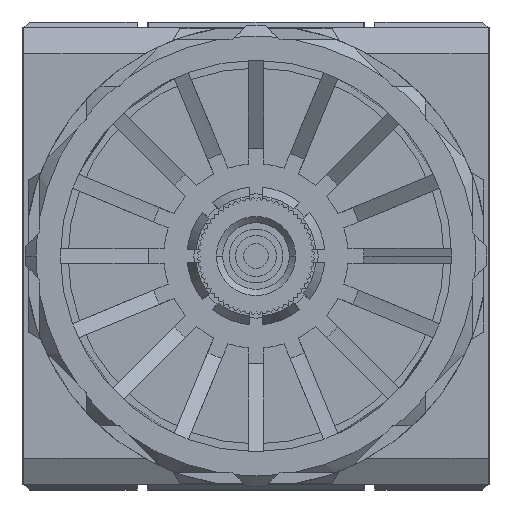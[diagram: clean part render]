
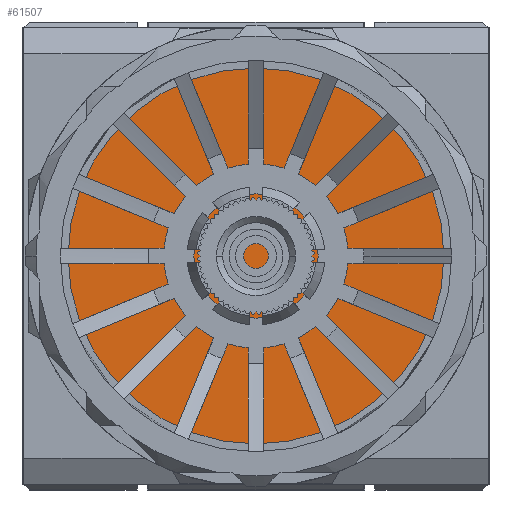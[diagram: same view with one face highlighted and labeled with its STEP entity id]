
A CAD part, front view. The second image highlights one B-rep face of the part: STEP entity #61507.
In plain terms, the highlighted planar face has unit normal (0, -1, 0).
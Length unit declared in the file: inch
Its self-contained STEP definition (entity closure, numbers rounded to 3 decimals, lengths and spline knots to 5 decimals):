
#216 = AXIS2_PLACEMENT_3D ( 'NONE', #34988, #3813, #59698 ) ;
#439 = AXIS2_PLACEMENT_3D ( 'NONE', #11331, #36293, #46492 ) ;
#3329 = VERTEX_POINT ( 'NONE', #51069 ) ;
#3813 = DIRECTION ( 'NONE',  ( 0., -1., 0. ) ) ;
#11331 = CARTESIAN_POINT ( 'NONE',  ( 0., -4.38976, 0.96457 ) ) ;
#11970 = EDGE_LOOP ( 'NONE', ( #52314, #17466 ) ) ;
#15787 = CIRCLE ( 'NONE', #40988, 0.96457 ) ;
#17466 = ORIENTED_EDGE ( 'NONE', *, *, #48036, .T. ) ;
#19458 = DIRECTION ( 'NONE',  ( 0., -1., 0. ) ) ;
#26406 = PLANE ( 'NONE',  #439 ) ;
#29322 = CARTESIAN_POINT ( 'NONE',  ( 0.96457, -4.38976, 0. ) ) ;
#34988 = CARTESIAN_POINT ( 'NONE',  ( 0., -4.38976, 0. ) ) ;
#36293 = DIRECTION ( 'NONE',  ( 0., 1., 0. ) ) ;
#36588 = EDGE_CURVE ( 'NONE', #40954, #3329, #48530, .T. ) ;
#40954 = VERTEX_POINT ( 'NONE', #29322 ) ;
#40988 = AXIS2_PLACEMENT_3D ( 'NONE', #59904, #19458, #50047 ) ;
#46173 = FACE_OUTER_BOUND ( 'NONE', #11970, .T. ) ;
#46492 = DIRECTION ( 'NONE',  ( -1., 0., 0. ) ) ;
#48036 = EDGE_CURVE ( 'NONE', #3329, #40954, #15787, .T. ) ;
#48530 = CIRCLE ( 'NONE', #216, 0.96457 ) ;
#50047 = DIRECTION ( 'NONE',  ( 1., 0., 0. ) ) ;
#51069 = CARTESIAN_POINT ( 'NONE',  ( -0.96457, -4.38976, 0. ) ) ;
#52314 = ORIENTED_EDGE ( 'NONE', *, *, #36588, .T. ) ;
#59698 = DIRECTION ( 'NONE',  ( 1., 0., 0. ) ) ;
#59904 = CARTESIAN_POINT ( 'NONE',  ( 0., -4.38976, 0. ) ) ;
#61507 = ADVANCED_FACE ( 'NONE', ( #46173 ), #26406, .F. ) ;
